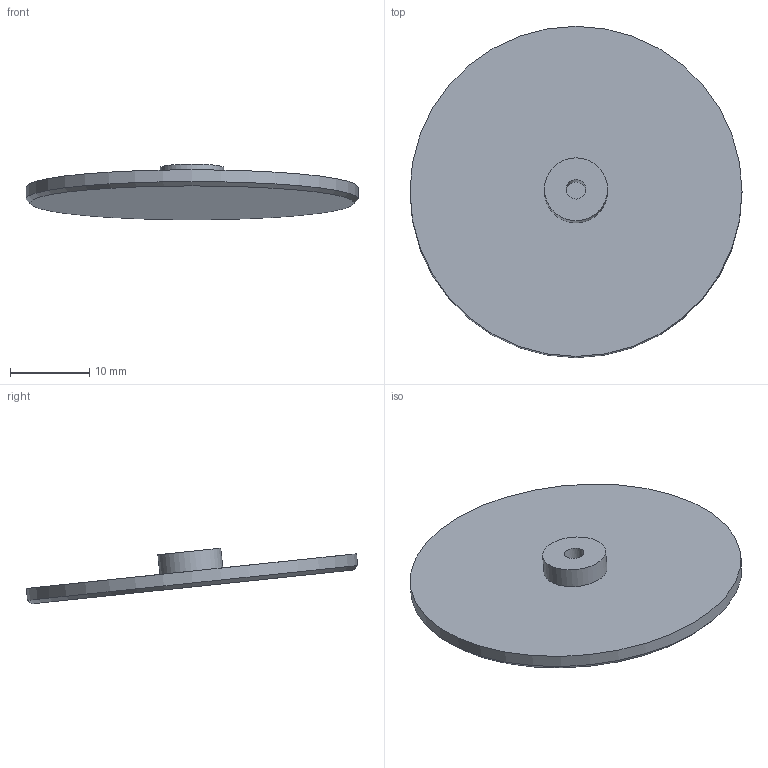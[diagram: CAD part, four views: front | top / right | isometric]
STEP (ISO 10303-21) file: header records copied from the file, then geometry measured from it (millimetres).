
FILE_DESCRIPTION(('HOOPS Exchange Step'),'2;1');
FILE_NAME('export-8F923C39-8727-4EDA-8ADC-7A70CCEFBD16.stp','2021-10-10T18:38:32-04:00',('xyz'),('Alibre'),'HOOPS Exchange 2021.0','Alibre','Unknown authorisation');
FILE_SCHEMA( ('AP242_MANAGED_MODEL_BASED_3D_ENGINEERING_MIM_LF {1 0 10303 442 1 1 4 }') );
Length unit declared in the file: millimetre
Products named in the file (1): midpiece2
Bounding box: 42 x 41.93 x 7.04 mm (x, y, z)
Volume: 2865.5 mm3; surface area: 3082.2 mm2
Topology: 1 solids, 1 shells, 8 faces, 17 edges, 13 vertices
Faces by surface type: plane 4, cylinder 3, cone 1
Full cylindrical faces by diameter (mm): 2.5 x1, 8 x1, 42 x1
Entity records: 264 total; most frequent: DIRECTION 50, CARTESIAN_POINT 40, ORIENTED_EDGE 34, AXIS2_PLACEMENT_3D 23, EDGE_CURVE 17, VERTEX_POINT 13, CIRCLE 13, EDGE_LOOP 10
